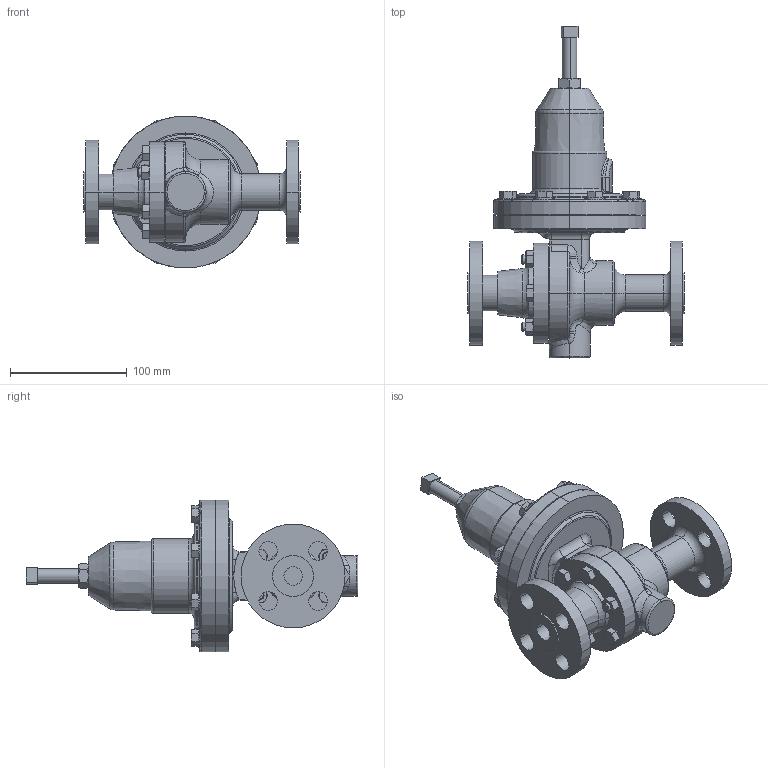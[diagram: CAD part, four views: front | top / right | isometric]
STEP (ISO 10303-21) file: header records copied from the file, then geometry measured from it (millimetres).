
FILE_DESCRIPTION (( 'STEP AP203' ), '1' );
FILE_NAME ('60-050-CS+S6-I5.STEP', '2017-07-20T13:29:25', ( '' ), ( '' ), 'SwSTEP 2.0', 'SolidWorks 2014', '' );
FILE_SCHEMA (( 'CONFIG_CONTROL_DESIGN' ));
Length unit declared in the file: inch
Products named in the file (2): 60-050-CS+S6-I5
Bounding box: 184.91 x 284.1 x 130.05 mm (x, y, z)
Volume: 1153173.3 mm3; surface area: 152048.4 mm2
Topology: 1 solids, 1 shells, 476 faces, 1105 edges, 667 vertices
Faces by surface type: plane 159, cylinder 127, cone 122, torus 39, bspline 29
Entity records: 16926 total; most frequent: CARTESIAN_POINT 6186, ORIENTED_EDGE 2206, DIRECTION 2203, EDGE_CURVE 1103, AXIS2_PLACEMENT_3D 937, VERTEX_POINT 667, EDGE_LOOP 556, CIRCLE 488
